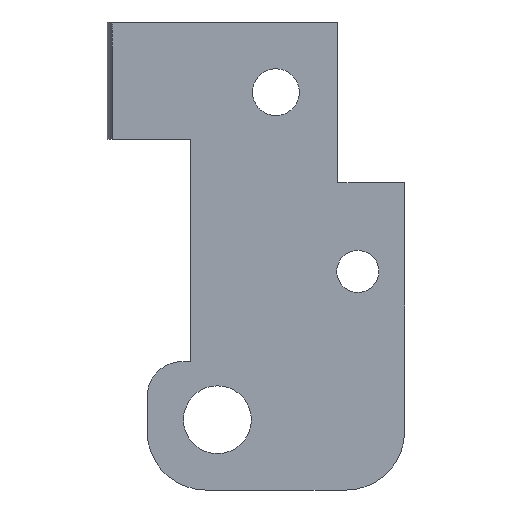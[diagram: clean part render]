
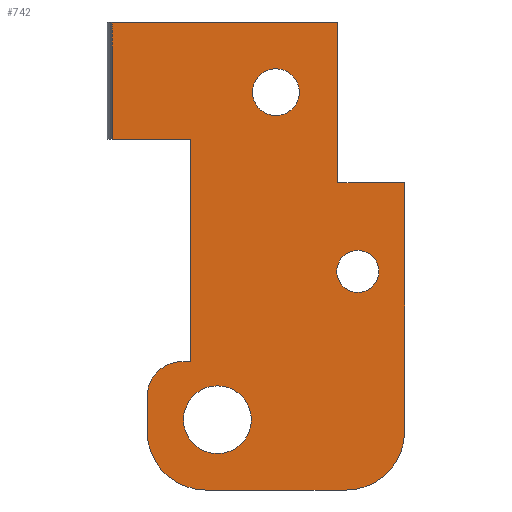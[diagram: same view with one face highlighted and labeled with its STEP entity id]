
A CAD part, left-side view. The second image highlights one B-rep face of the part: STEP entity #742.
In plain terms, the highlighted planar face has unit normal (-1, 0, 0).
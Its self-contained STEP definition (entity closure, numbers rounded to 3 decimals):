
#18=FACE_BOUND('',#98,.T.);
#19=FACE_BOUND('',#99,.T.);
#20=FACE_BOUND('',#100,.T.);
#30=PLANE('',#805);
#57=FACE_OUTER_BOUND('',#97,.T.);
#97=EDGE_LOOP('',(#544,#545,#546,#547,#548,#549,#550,#551,#552,#553,#554,
#555,#556));
#98=EDGE_LOOP('',(#557));
#99=EDGE_LOOP('',(#558));
#100=EDGE_LOOP('',(#559));
#158=LINE('',#1133,#238);
#159=LINE('',#1135,#239);
#160=LINE('',#1137,#240);
#161=LINE('',#1139,#241);
#162=LINE('',#1141,#242);
#163=LINE('',#1143,#243);
#164=LINE('',#1145,#244);
#165=LINE('',#1147,#245);
#166=LINE('',#1151,#246);
#167=LINE('',#1154,#247);
#238=VECTOR('',#912,10.);
#239=VECTOR('',#913,10.);
#240=VECTOR('',#914,10.);
#241=VECTOR('',#915,10.);
#242=VECTOR('',#916,10.);
#243=VECTOR('',#917,10.);
#244=VECTOR('',#918,10.);
#245=VECTOR('',#919,10.);
#246=VECTOR('',#922,10.);
#247=VECTOR('',#925,10.);
#298=CIRCLE('',#788,0.9);
#309=CIRCLE('',#804,2.5);
#310=CIRCLE('',#806,1.487);
#311=CIRCLE('',#807,2.5);
#312=CIRCLE('',#808,1.45);
#313=CIRCLE('',#809,1.);
#326=VERTEX_POINT('',#1066);
#352=VERTEX_POINT('',#1126);
#353=VERTEX_POINT('',#1128);
#354=VERTEX_POINT('',#1132);
#355=VERTEX_POINT('',#1134);
#356=VERTEX_POINT('',#1136);
#357=VERTEX_POINT('',#1138);
#358=VERTEX_POINT('',#1140);
#359=VERTEX_POINT('',#1142);
#360=VERTEX_POINT('',#1144);
#361=VERTEX_POINT('',#1146);
#362=VERTEX_POINT('',#1148);
#363=VERTEX_POINT('',#1150);
#364=VERTEX_POINT('',#1152);
#365=VERTEX_POINT('',#1155);
#366=VERTEX_POINT('',#1157);
#398=EDGE_CURVE('',#326,#326,#298,.T.);
#428=EDGE_CURVE('',#352,#353,#309,.T.);
#430=EDGE_CURVE('',#354,#352,#158,.T.);
#431=EDGE_CURVE('',#355,#354,#159,.T.);
#432=EDGE_CURVE('',#356,#355,#160,.T.);
#433=EDGE_CURVE('',#357,#356,#161,.T.);
#434=EDGE_CURVE('',#357,#358,#162,.F.);
#435=EDGE_CURVE('',#358,#359,#163,.T.);
#436=EDGE_CURVE('',#360,#359,#164,.F.);
#437=EDGE_CURVE('',#360,#361,#165,.F.);
#438=EDGE_CURVE('',#362,#361,#310,.F.);
#439=EDGE_CURVE('',#362,#363,#166,.F.);
#440=EDGE_CURVE('',#364,#363,#311,.F.);
#441=EDGE_CURVE('',#364,#353,#167,.F.);
#442=EDGE_CURVE('',#365,#365,#312,.T.);
#443=EDGE_CURVE('',#366,#366,#313,.F.);
#544=ORIENTED_EDGE('',*,*,#428,.F.);
#545=ORIENTED_EDGE('',*,*,#430,.F.);
#546=ORIENTED_EDGE('',*,*,#431,.F.);
#547=ORIENTED_EDGE('',*,*,#432,.F.);
#548=ORIENTED_EDGE('',*,*,#433,.F.);
#549=ORIENTED_EDGE('',*,*,#434,.T.);
#550=ORIENTED_EDGE('',*,*,#435,.T.);
#551=ORIENTED_EDGE('',*,*,#436,.F.);
#552=ORIENTED_EDGE('',*,*,#437,.T.);
#553=ORIENTED_EDGE('',*,*,#438,.F.);
#554=ORIENTED_EDGE('',*,*,#439,.T.);
#555=ORIENTED_EDGE('',*,*,#440,.F.);
#556=ORIENTED_EDGE('',*,*,#441,.T.);
#557=ORIENTED_EDGE('',*,*,#398,.T.);
#558=ORIENTED_EDGE('',*,*,#442,.T.);
#559=ORIENTED_EDGE('',*,*,#443,.T.);
#742=ADVANCED_FACE('',(#57,#18,#19,#20),#30,.T.);
#788=AXIS2_PLACEMENT_3D('',#1067,#856,#857);
#804=AXIS2_PLACEMENT_3D('',#1129,#907,#908);
#805=AXIS2_PLACEMENT_3D('',#1131,#910,#911);
#806=AXIS2_PLACEMENT_3D('',#1149,#920,#921);
#807=AXIS2_PLACEMENT_3D('',#1153,#923,#924);
#808=AXIS2_PLACEMENT_3D('',#1156,#926,#927);
#809=AXIS2_PLACEMENT_3D('',#1158,#928,#929);
#856=DIRECTION('center_axis',(1.,0.,0.));
#857=DIRECTION('ref_axis',(0.,-1.,0.));
#907=DIRECTION('center_axis',(1.,0.,0.));
#908=DIRECTION('ref_axis',(0.,-0.707,-0.707));
#910=DIRECTION('center_axis',(-1.,0.,0.));
#911=DIRECTION('ref_axis',(0.,1.,0.));
#912=DIRECTION('',(0.,0.,-1.));
#913=DIRECTION('',(0.,-1.,0.));
#914=DIRECTION('',(0.,0.,-1.));
#915=DIRECTION('',(0.,-1.,0.));
#916=DIRECTION('',(0.,0.,1.));
#917=DIRECTION('',(0.,-1.,0.));
#918=DIRECTION('',(0.,0.,-1.));
#919=DIRECTION('',(0.,-1.,0.));
#920=DIRECTION('center_axis',(-1.,0.,0.));
#921=DIRECTION('ref_axis',(0.,0.707,0.707));
#922=DIRECTION('',(0.,0.,1.));
#923=DIRECTION('center_axis',(-1.,0.,0.));
#924=DIRECTION('ref_axis',(0.,0.707,-0.707));
#925=DIRECTION('',(0.,1.,0.));
#926=DIRECTION('center_axis',(1.,0.,0.));
#927=DIRECTION('ref_axis',(0.,-1.,0.));
#928=DIRECTION('center_axis',(-1.,0.,0.));
#929=DIRECTION('ref_axis',(0.,-1.,0.));
#1066=CARTESIAN_POINT('',(-4.2,-4.1,7.441));
#1067=CARTESIAN_POINT('Origin',(-4.2,-5.,7.441));
#1126=CARTESIAN_POINT('',(-4.2,-7.,0.6));
#1128=CARTESIAN_POINT('',(-4.2,-4.5,-1.9));
#1129=CARTESIAN_POINT('Origin',(-4.2,-4.5,0.6));
#1131=CARTESIAN_POINT('Origin',(-4.2,-4.5,18.1));
#1132=CARTESIAN_POINT('',(-4.2,-7.,11.241));
#1133=CARTESIAN_POINT('',(-4.2,-7.,10.788));
#1134=CARTESIAN_POINT('',(-4.2,-4.15,11.241));
#1135=CARTESIAN_POINT('',(-4.2,-4.5,11.241));
#1136=CARTESIAN_POINT('',(-4.2,-4.15,18.1));
#1137=CARTESIAN_POINT('',(-4.2,-4.15,18.1));
#1138=CARTESIAN_POINT('',(-4.2,5.5,18.1));
#1139=CARTESIAN_POINT('',(-4.2,-1.875,18.1));
#1140=CARTESIAN_POINT('',(-4.2,5.5,13.1));
#1141=CARTESIAN_POINT('',(-4.2,5.5,18.1));
#1142=CARTESIAN_POINT('',(-4.2,2.151,13.1));
#1143=CARTESIAN_POINT('',(-4.2,-1.875,13.1));
#1144=CARTESIAN_POINT('',(-4.2,2.151,3.587));
#1145=CARTESIAN_POINT('',(-4.2,2.151,10.844));
#1146=CARTESIAN_POINT('',(-4.2,2.513,3.587));
#1147=CARTESIAN_POINT('',(-4.2,0.25,3.587));
#1148=CARTESIAN_POINT('',(-4.2,4.,2.1));
#1149=CARTESIAN_POINT('Origin',(-4.2,2.513,2.1));
#1150=CARTESIAN_POINT('',(-4.2,4.,0.6));
#1151=CARTESIAN_POINT('',(-4.2,4.,7.6));
#1152=CARTESIAN_POINT('',(-4.2,1.5,-1.9));
#1153=CARTESIAN_POINT('Origin',(-4.2,1.5,0.6));
#1154=CARTESIAN_POINT('',(-4.2,-1.875,-1.9));
#1155=CARTESIAN_POINT('',(-4.2,2.45,1.1));
#1156=CARTESIAN_POINT('Origin',(-4.2,1.,1.1));
#1157=CARTESIAN_POINT('',(-4.2,-0.5,15.1));
#1158=CARTESIAN_POINT('Origin',(-4.2,-1.5,15.1));
